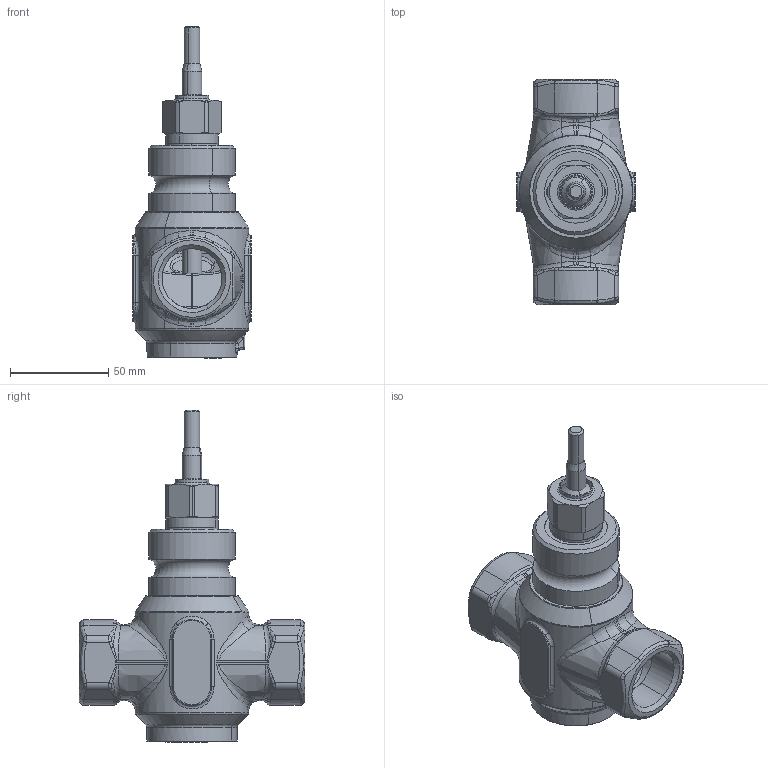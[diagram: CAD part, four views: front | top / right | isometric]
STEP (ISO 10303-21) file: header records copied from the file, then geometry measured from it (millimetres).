
FILE_DESCRIPTION(('CATIA V5 STEP'),'2;1');
FILE_NAME('VLA121 DN25.stp','2014-05-23T09:55:25+00:00',('none'),('none'),'CATIA Version 5 Release 20 SP 6 (IN-10)','CATIA V5 STEP AP203','none');
FILE_SCHEMA(('CONFIG_CONTROL_DESIGN'));
Products named in the file (2): 6208s5; 954-1367s1
Assembly tree (12 placements, depth 3):
  6208s5
    #58
    954-1367s1
      #36980
      #39449  x2
      #39572  x2
      #39948
      #40117
    #40299
    #40709
    #41910
Bounding box: 60.4 x 115 x 169.3 mm (x, y, z)
Volume: 175120.8 mm3; surface area: 69741.1 mm2
Topology: 11 solids, 11 shells, 791 faces, 1808 edges, 1033 vertices
Faces by surface type: bspline 290, cylinder 183, plane 115, torus 99, cone 90, sphere 10, revolution 4
Entity records: 41983 total; most frequent: CARTESIAN_POINT 27995, ORIENTED_EDGE 3514, EDGE_CURVE 1757, DIRECTION 1540, VERTEX_POINT 1013, B_SPLINE_CURVE_WITH_KNOTS 937, AXIS2_PLACEMENT_3D 864, EDGE_LOOP 800
